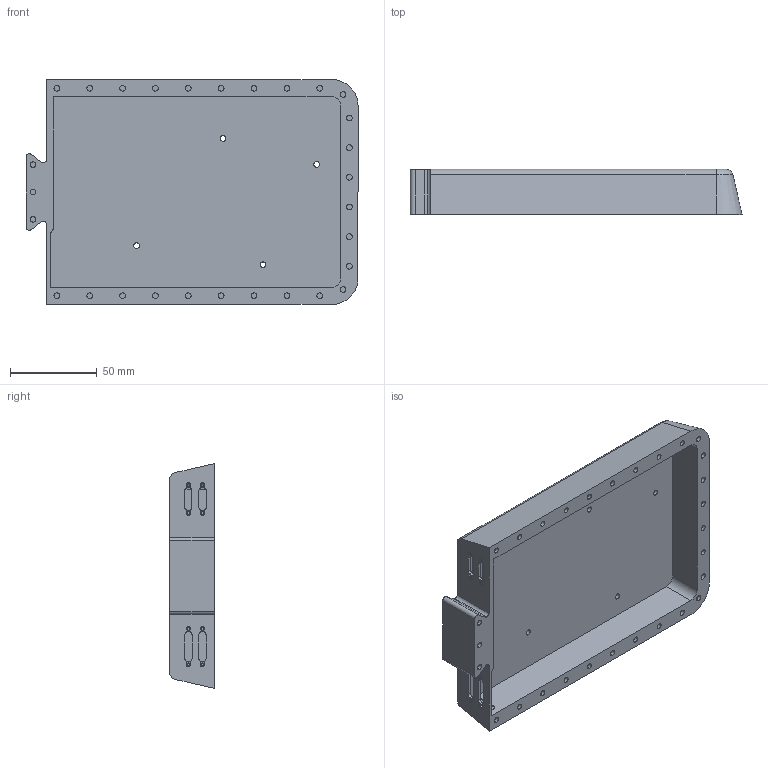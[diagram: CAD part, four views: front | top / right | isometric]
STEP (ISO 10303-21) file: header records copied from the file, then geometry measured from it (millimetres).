
FILE_DESCRIPTION (( 'STEP AP214' ), '1' );
FILE_NAME ('Baseplate_R.STEP', '2025-08-22T15:38:57', ( '' ), ( '' ), 'SwSTEP 2.0', 'SolidWorks 2024', '' );
FILE_SCHEMA (( 'AUTOMOTIVE_DESIGN' ));
Length unit declared in the file: millimetre
Products named in the file (1): Baseplate_R
Bounding box: 191.9 x 26 x 130 mm (x, y, z)
Volume: 208112.8 mm3; surface area: 75542.5 mm2
Topology: 49 solids, 49 shells, 723 faces, 1733 edges, 1154 vertices
Faces by surface type: plane 366, cylinder 353, cone 2, torus 2
Entity records: 21810 total; most frequent: DIRECTION 3957, CARTESIAN_POINT 3611, ORIENTED_EDGE 3466, EDGE_CURVE 1733, AXIS2_PLACEMENT_3D 1500, VERTEX_POINT 1154, LINE 957, VECTOR 957
